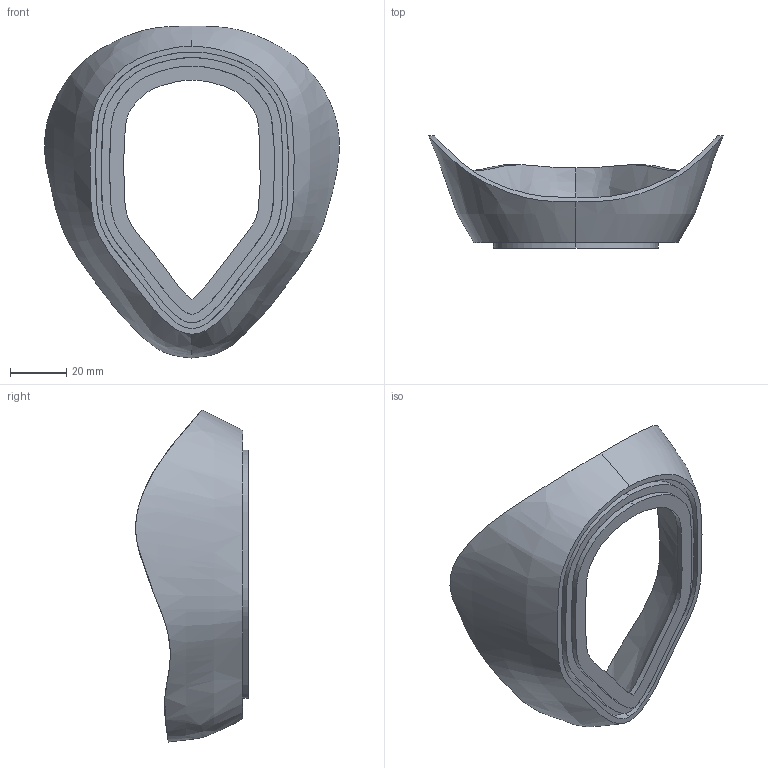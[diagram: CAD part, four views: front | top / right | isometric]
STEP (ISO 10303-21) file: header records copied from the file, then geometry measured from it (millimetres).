
FILE_DESCRIPTION(/* description */ (''),/* implementation_level */ '2;1');
FILE_NAME(/* name */ 'gasket.step',/* time_stamp */ '2020-04-09T06:05:04-05:00',/* author */ (''),/* organization */ (''),/* preprocessor_version */ 'ST-DEVELOPER v18',/* originating_system */ 'Autodesk Translation Framework v8.12.0.6',/* authorisation */ '');
FILE_SCHEMA (('AUTOMOTIVE_DESIGN { 1 0 10303 214 3 1 1 }'));
Length unit declared in the file: millimetre
Products named in the file (2): MontanaMask new; Component11
Assembly tree (1 placements, depth 2):
  MontanaMask new
    Component11
Bounding box: 104.54 x 39.94 x 117.74 mm (x, y, z)
Volume: 29632.5 mm3; surface area: 25911.1 mm2
Topology: 2 solids, 2 shells, 18 faces, 37 edges, 25 vertices
Faces by surface type: bspline 13, plane 5
Entity records: 10113 total; most frequent: CARTESIAN_POINT 9765, ORIENTED_EDGE 74, EDGE_CURVE 37, B_SPLINE_CURVE_WITH_KNOTS 29, VERTEX_POINT 25, EDGE_LOOP 24, DIRECTION 24, FACE_OUTER_BOUND 18
